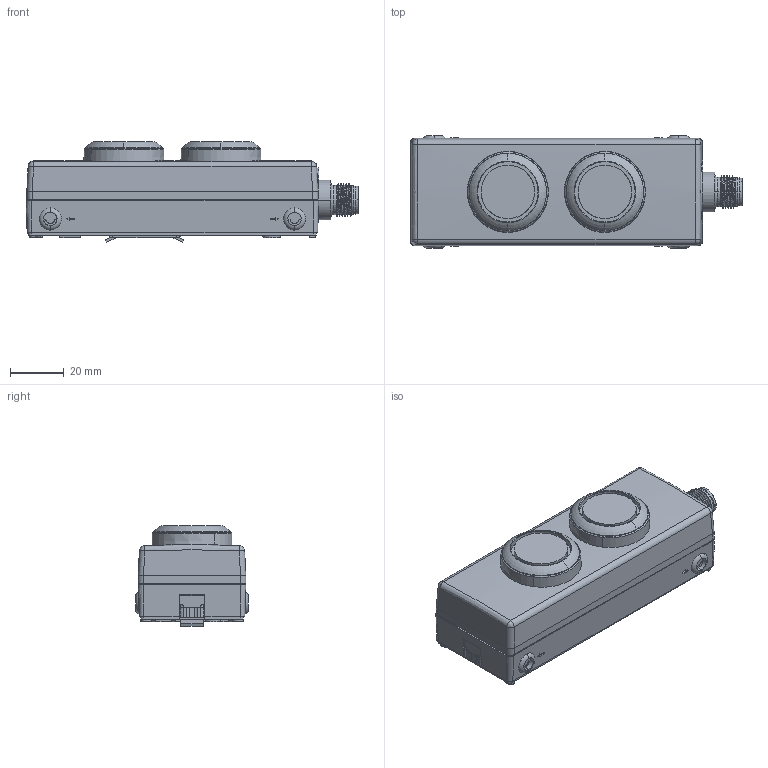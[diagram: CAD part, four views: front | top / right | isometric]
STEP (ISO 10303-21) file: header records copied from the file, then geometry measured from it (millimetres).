
FILE_DESCRIPTION(/* description */ (''),/* implementation_level */ '2;1');
FILE_NAME(/* name */ 'FILE_STP_CAD_DRAWING_3D_LP4P2B8901_prt.stp',/* time_stamp */ '2024-11-07T22:51:20+01:00',/* author */ (''),/* organization */ (''),/* preprocessor_version */ 'ST-DEVELOPER v16.7',/* originating_system */ 'SIEMENS PLM Software NX 12.0',/* authorisation */ '');
FILE_SCHEMA (('AUTOMOTIVE_DESIGN { 1 0 10303 214 3 1 1 1 }'));
Length unit declared in the file: millimetre
Products named in the file (1): 3D_LP4P2B8901
Bounding box: 123.15 x 41.8 x 37.25 mm (x, y, z)
Surface area: 21313.5 mm2 (no closed solid volume)
Topology: 0 solids, 24 shells, 428 faces, 1689 edges, 1309 vertices
Faces by surface type: plane 229, cylinder 97, cone 46, bspline 27, torus 25, sphere 4
Entity records: 23920 total; most frequent: CARTESIAN_POINT 9695, DIRECTION 2817, ORIENTED_EDGE 2634, EDGE_CURVE 1689, VERTEX_POINT 1308, LINE 1193, VECTOR 1193, AXIS2_PLACEMENT_3D 812
